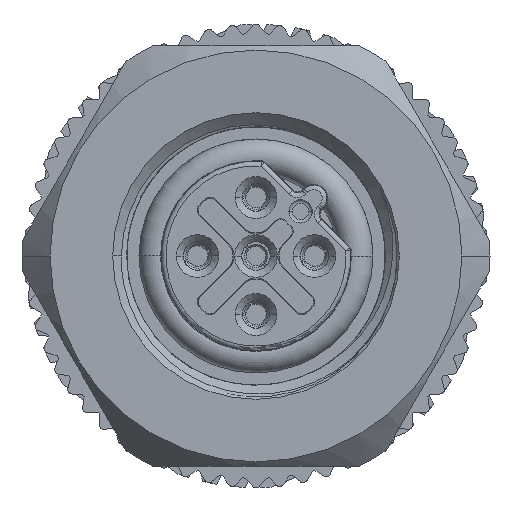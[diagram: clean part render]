
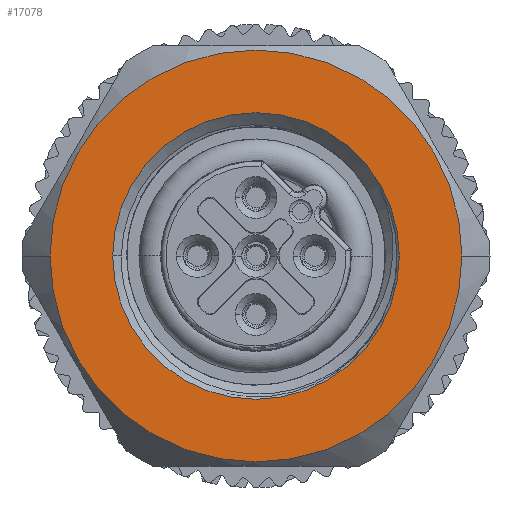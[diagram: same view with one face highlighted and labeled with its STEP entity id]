
A CAD part, front view. The second image highlights one B-rep face of the part: STEP entity #17078.
In plain terms, the highlighted planar face has unit normal (0, -1, 0).
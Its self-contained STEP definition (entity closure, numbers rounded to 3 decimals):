
#1638=CARTESIAN_POINT('',(0.,-9.8,0.));
#1639=DIRECTION('',(0.,1.,0.));
#1640=DIRECTION('',(-1.,0.,0.));
#1641=AXIS2_PLACEMENT_3D('',#1638,#1639,#1640);
#1643=CARTESIAN_POINT('',(0.,-9.8,0.));
#1644=DIRECTION('',(0.,1.,0.));
#1645=DIRECTION('',(1.,0.,0.));
#1646=AXIS2_PLACEMENT_3D('',#1643,#1644,#1645);
#1648=CARTESIAN_POINT('',(0.,-9.8,0.));
#1649=DIRECTION('',(0.,1.,0.));
#1650=DIRECTION('',(-1.,0.,0.));
#1651=AXIS2_PLACEMENT_3D('',#1648,#1649,#1650);
#1653=CARTESIAN_POINT('',(0.,-9.8,0.));
#1654=DIRECTION('',(0.,1.,0.));
#1655=DIRECTION('',(1.,0.,0.));
#1656=AXIS2_PLACEMENT_3D('',#1653,#1654,#1655);
#15098=CARTESIAN_POINT('',(-6.125,-9.8,0.));
#15099=CARTESIAN_POINT('',(6.125,-9.8,0.));
#15100=VERTEX_POINT('',#15098);
#15101=VERTEX_POINT('',#15099);
#15110=CARTESIAN_POINT('',(-8.8,-9.8,0.));
#15111=CARTESIAN_POINT('',(8.8,-9.8,0.));
#15112=VERTEX_POINT('',#15110);
#15113=VERTEX_POINT('',#15111);
#17063=CARTESIAN_POINT('',(0.,-9.8,0.));
#17064=DIRECTION('',(0.,1.,0.));
#17065=DIRECTION('',(1.,0.,0.));
#17066=AXIS2_PLACEMENT_3D('',#17063,#17064,#17065);
#17067=PLANE('',#17066);
#17069=ORIENTED_EDGE('',*,*,#17068,.T.);
#17071=ORIENTED_EDGE('',*,*,#17070,.T.);
#17072=EDGE_LOOP('',(#17069,#17071));
#17073=FACE_OUTER_BOUND('',#17072,.F.);
#17074=ORIENTED_EDGE('',*,*,#15945,.F.);
#17075=ORIENTED_EDGE('',*,*,#15962,.F.);
#17076=EDGE_LOOP('',(#17074,#17075));
#17077=FACE_BOUND('',#17076,.F.);
#17078=ADVANCED_FACE('',(#17073,#17077),#17067,.F.);
#1642=CIRCLE('',#1641,6.125);
#1647=CIRCLE('',#1646,6.125);
#1652=CIRCLE('',#1651,8.8);
#1657=CIRCLE('',#1656,8.8);
#15945=EDGE_CURVE('',#15100,#15101,#1642,.T.);
#15962=EDGE_CURVE('',#15101,#15100,#1647,.T.);
#17068=EDGE_CURVE('',#15112,#15113,#1652,.T.);
#17070=EDGE_CURVE('',#15113,#15112,#1657,.T.);
